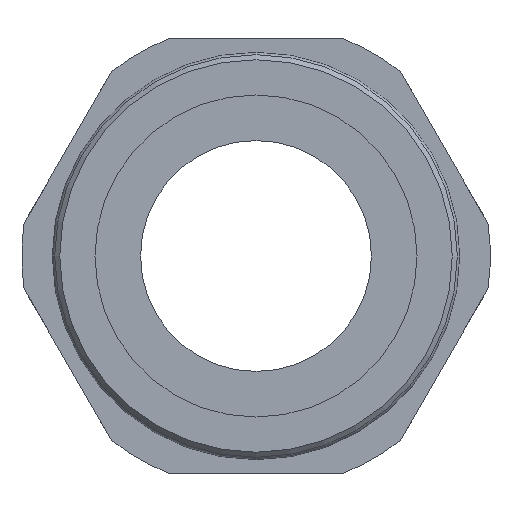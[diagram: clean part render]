
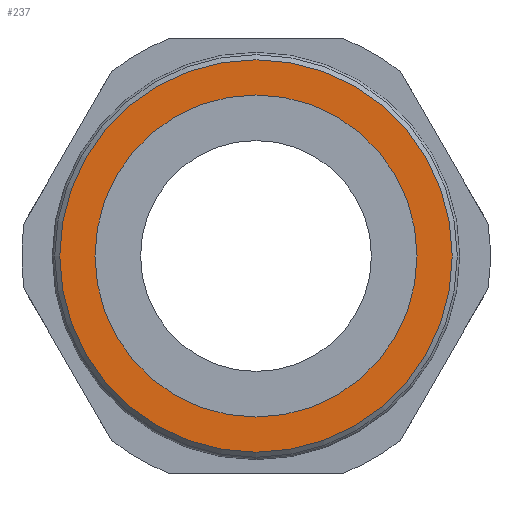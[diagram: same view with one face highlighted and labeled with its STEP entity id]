
A CAD part, left-side view. The second image highlights one B-rep face of the part: STEP entity #237.
In plain terms, the highlighted planar face has unit normal (-1, 0, 0).
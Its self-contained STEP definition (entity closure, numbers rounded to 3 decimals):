
#237 = ADVANCED_FACE( '', ( #504, #505 ), #506, .F. );
#504 = FACE_OUTER_BOUND( '', #793, .T. );
#505 = FACE_BOUND( '', #794, .T. );
#506 = PLANE( '', #795 );
#793 = EDGE_LOOP( '', ( #1417 ) );
#794 = EDGE_LOOP( '', ( #1418 ) );
#795 = AXIS2_PLACEMENT_3D( '', #1419, #1420, #1421 );
#1417 = ORIENTED_EDGE( '', *, *, #1862, .F. );
#1418 = ORIENTED_EDGE( '', *, *, #1826, .T. );
#1419 = CARTESIAN_POINT( '', ( 0., 0., 0. ) );
#1420 = DIRECTION( '', ( 1., 0., 0. ) );
#1421 = DIRECTION( '', ( 0., 0., -1. ) );
#1826 = EDGE_CURVE( '', #2231, #2231, #2232, .T. );
#1862 = EDGE_CURVE( '', #2272, #2272, #2273, .T. );
#2231 = VERTEX_POINT( '', #2868 );
#2232 = CIRCLE( '', #2869, 23.72 );
#2272 = VERTEX_POINT( '', #2944 );
#2273 = CIRCLE( '', #2945, 28.9 );
#2868 = CARTESIAN_POINT( '', ( 0., 0., -23.72 ) );
#2869 = AXIS2_PLACEMENT_3D( '', #3247, #3248, #3249 );
#2944 = CARTESIAN_POINT( '', ( 0., 0., -28.9 ) );
#2945 = AXIS2_PLACEMENT_3D( '', #3278, #3279, #3280 );
#3247 = CARTESIAN_POINT( '', ( 0., 0., 0. ) );
#3248 = DIRECTION( '', ( 1., 0., 0. ) );
#3249 = DIRECTION( '', ( 0., 0., -1. ) );
#3278 = CARTESIAN_POINT( '', ( 0., 0., 0. ) );
#3279 = DIRECTION( '', ( 1., 0., 0. ) );
#3280 = DIRECTION( '', ( 0., 0., -1. ) );
